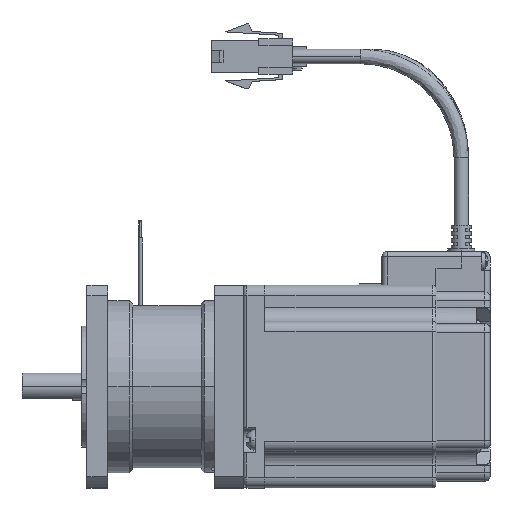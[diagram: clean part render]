
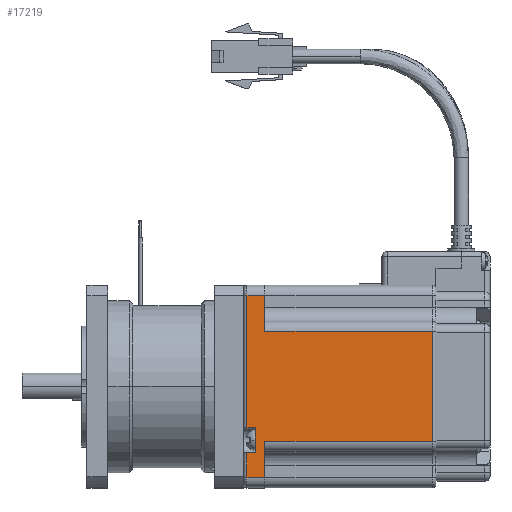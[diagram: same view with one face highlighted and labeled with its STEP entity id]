
A CAD part, top view. The second image highlights one B-rep face of the part: STEP entity #17219.
In plain terms, the highlighted face is planar.
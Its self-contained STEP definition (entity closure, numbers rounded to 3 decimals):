
#2654 = FACE_OUTER_BOUND ( 'NONE', #58595, .T. ) ;
#6231 = LINE ( 'NONE', #7491, #6237 ) ;
#6237 = VECTOR ( 'NONE', #7492, 1000. ) ;
#6239 = LINE ( 'NONE', #7494, #6243 ) ;
#6243 = VECTOR ( 'NONE', #7495, 1000. ) ;
#6267 = LINE ( 'NONE', #7517, #6273 ) ;
#6273 = VECTOR ( 'NONE', #7509, 1000. ) ;
#6361 = LINE ( 'NONE', #7586, #6367 ) ;
#6367 = VECTOR ( 'NONE', #7585, 1000. ) ;
#6369 = LINE ( 'NONE', #7589, #6375 ) ;
#6373 = LINE ( 'NONE', #7591, #6383 ) ;
#6375 = VECTOR ( 'NONE', #7592, 1000. ) ;
#6383 = VECTOR ( 'NONE', #7594, 1000. ) ;
#6389 = LINE ( 'NONE', #7606, #6403 ) ;
#6397 = LINE ( 'NONE', #7607, #6407 ) ;
#6403 = VECTOR ( 'NONE', #7610, 1000. ) ;
#6407 = VECTOR ( 'NONE', #7611, 1000. ) ;
#6421 = LINE ( 'NONE', #7626, #6428 ) ;
#6423 = LINE ( 'NONE', #7631, #6440 ) ;
#6428 = VECTOR ( 'NONE', #7627, 1000. ) ;
#6440 = VECTOR ( 'NONE', #7622, 1000. ) ;
#6443 = LINE ( 'NONE', #7633, #6464 ) ;
#6464 = VECTOR ( 'NONE', #7645, 1000. ) ;
#6479 = LINE ( 'NONE', #7649, #6488 ) ;
#6488 = VECTOR ( 'NONE', #7658, 1000. ) ;
#7491 = CARTESIAN_POINT ( 'NONE',  ( 32.176, 101.992, -31.65 ) ) ;
#7492 = DIRECTION ( 'NONE',  ( 0., 0., 1. ) ) ;
#7494 = CARTESIAN_POINT ( 'NONE',  ( 32.176, 69.392, -28.5 ) ) ;
#7495 = DIRECTION ( 'NONE',  ( 0., 0., 1. ) ) ;
#7509 = DIRECTION ( 'NONE',  ( 0., 1., 0. ) ) ;
#7517 = CARTESIAN_POINT ( 'NONE',  ( 32.176, 85.692, -56. ) ) ;
#7585 = DIRECTION ( 'NONE',  ( 0., -1., 0. ) ) ;
#7586 = CARTESIAN_POINT ( 'NONE',  ( 32.176, 85.692, -6.3 ) ) ;
#7589 = CARTESIAN_POINT ( 'NONE',  ( 32.176, 85.692, -1. ) ) ;
#7591 = CARTESIAN_POINT ( 'NONE',  ( 32.176, 85.692, -3.5 ) ) ;
#7592 = DIRECTION ( 'NONE',  ( 0., 1., 0. ) ) ;
#7594 = DIRECTION ( 'NONE',  ( 0., 1., 0. ) ) ;
#7606 = CARTESIAN_POINT ( 'NONE',  ( 32.176, 112.692, -28.5 ) ) ;
#7607 = CARTESIAN_POINT ( 'NONE',  ( 32.176, 85.692, -1. ) ) ;
#7610 = DIRECTION ( 'NONE',  ( 0., 0., -1. ) ) ;
#7611 = DIRECTION ( 'NONE',  ( 0., 1., 0. ) ) ;
#7622 = DIRECTION ( 'NONE',  ( 0., 0., -1. ) ) ;
#7626 = CARTESIAN_POINT ( 'NONE',  ( 32.176, 105.292, -28.5 ) ) ;
#7627 = DIRECTION ( 'NONE',  ( 0., 0., 1. ) ) ;
#7631 = CARTESIAN_POINT ( 'NONE',  ( 32.176, 97.892, -28.5 ) ) ;
#7633 = CARTESIAN_POINT ( 'NONE',  ( 32.176, 58.692, -28.5 ) ) ;
#7645 = DIRECTION ( 'NONE',  ( 0., 0., 1. ) ) ;
#7649 = CARTESIAN_POINT ( 'NONE',  ( 32.176, 85.692, -6.3 ) ) ;
#7658 = DIRECTION ( 'NONE',  ( 0., -1., 0. ) ) ;
#17219 = ADVANCED_FACE ( 'NONE', ( #2654 ), #71980, .T. ) ;
#21470 = EDGE_CURVE ( 'NONE', #134201, #134129, #6231, .T. ) ;
#21474 = EDGE_CURVE ( 'NONE', #134211, #134042, #6239, .T. ) ;
#21492 = EDGE_CURVE ( 'NONE', #134211, #134201, #6267, .T. ) ;
#21549 = EDGE_CURVE ( 'NONE', #134112, #134129, #6361, .T. ) ;
#21554 = EDGE_CURVE ( 'NONE', #133877, #134109, #6369, .T. ) ;
#21558 = EDGE_CURVE ( 'NONE', #134098, #134090, #6373, .T. ) ;
#21571 = EDGE_CURVE ( 'NONE', #133924, #134112, #6389, .T. ) ;
#21573 = EDGE_CURVE ( 'NONE', #134104, #133924, #6397, .T. ) ;
#21588 = EDGE_CURVE ( 'NONE', #134090, #134104, #6421, .T. ) ;
#21592 = EDGE_CURVE ( 'NONE', #134109, #134098, #6423, .T. ) ;
#21603 = EDGE_CURVE ( 'NONE', #134071, #133877, #6443, .T. ) ;
#21614 = EDGE_CURVE ( 'NONE', #134042, #134071, #6479, .T. ) ;
#58595 = EDGE_LOOP ( 'NONE', ( #106026, #106025, #106024, #106023, #106022, #106021, #106020, #106019, #106018, #106017, #106016, #106015 ) ) ;
#71975 = CARTESIAN_POINT ( 'NONE',  ( 32.176, 55.692, 0. ) ) ;
#71980 = PLANE ( 'NONE',  #115141 ) ;
#71984 = DIRECTION ( 'NONE',  ( -1., 0., 0. ) ) ;
#71985 = DIRECTION ( 'NONE',  ( 0., 1., 0. ) ) ;
#106015 = ORIENTED_EDGE ( 'NONE', *, *, #21571, .T. ) ;
#106016 = ORIENTED_EDGE ( 'NONE', *, *, #21573, .T. ) ;
#106017 = ORIENTED_EDGE ( 'NONE', *, *, #21588, .T. ) ;
#106018 = ORIENTED_EDGE ( 'NONE', *, *, #21558, .T. ) ;
#106019 = ORIENTED_EDGE ( 'NONE', *, *, #21592, .T. ) ;
#106020 = ORIENTED_EDGE ( 'NONE', *, *, #21554, .T. ) ;
#106021 = ORIENTED_EDGE ( 'NONE', *, *, #21603, .T. ) ;
#106022 = ORIENTED_EDGE ( 'NONE', *, *, #21614, .T. ) ;
#106023 = ORIENTED_EDGE ( 'NONE', *, *, #21474, .T. ) ;
#106024 = ORIENTED_EDGE ( 'NONE', *, *, #21492, .F. ) ;
#106025 = ORIENTED_EDGE ( 'NONE', *, *, #21470, .F. ) ;
#106026 = ORIENTED_EDGE ( 'NONE', *, *, #21549, .T. ) ;
#115141 = AXIS2_PLACEMENT_3D ( 'NONE', #71975, #71984, #71985 ) ;
#130890 = CARTESIAN_POINT ( 'NONE',  ( 32.176, 58.692, -1. ) ) ;
#130908 = CARTESIAN_POINT ( 'NONE',  ( 32.176, 112.692, -1. ) ) ;
#130951 = CARTESIAN_POINT ( 'NONE',  ( 32.176, 69.392, -6.3 ) ) ;
#130962 = CARTESIAN_POINT ( 'NONE',  ( 32.176, 58.692, -6.3 ) ) ;
#130969 = CARTESIAN_POINT ( 'NONE',  ( 32.176, 105.292, -3.5 ) ) ;
#130972 = CARTESIAN_POINT ( 'NONE',  ( 32.176, 97.892, -3.5 ) ) ;
#130974 = CARTESIAN_POINT ( 'NONE',  ( 32.176, 105.292, -1. ) ) ;
#130976 = CARTESIAN_POINT ( 'NONE',  ( 32.176, 97.892, -1. ) ) ;
#130977 = CARTESIAN_POINT ( 'NONE',  ( 32.176, 112.692, -6.3 ) ) ;
#130983 = CARTESIAN_POINT ( 'NONE',  ( 32.176, 101.992, -6.3 ) ) ;
#131010 = CARTESIAN_POINT ( 'NONE',  ( 32.176, 101.992, -56. ) ) ;
#131013 = CARTESIAN_POINT ( 'NONE',  ( 32.176, 69.392, -56. ) ) ;
#133877 = VERTEX_POINT ( 'NONE', #130890 ) ;
#133924 = VERTEX_POINT ( 'NONE', #130908 ) ;
#134042 = VERTEX_POINT ( 'NONE', #130951 ) ;
#134071 = VERTEX_POINT ( 'NONE', #130962 ) ;
#134090 = VERTEX_POINT ( 'NONE', #130969 ) ;
#134098 = VERTEX_POINT ( 'NONE', #130972 ) ;
#134104 = VERTEX_POINT ( 'NONE', #130974 ) ;
#134109 = VERTEX_POINT ( 'NONE', #130976 ) ;
#134112 = VERTEX_POINT ( 'NONE', #130977 ) ;
#134129 = VERTEX_POINT ( 'NONE', #130983 ) ;
#134201 = VERTEX_POINT ( 'NONE', #131010 ) ;
#134211 = VERTEX_POINT ( 'NONE', #131013 ) ;
